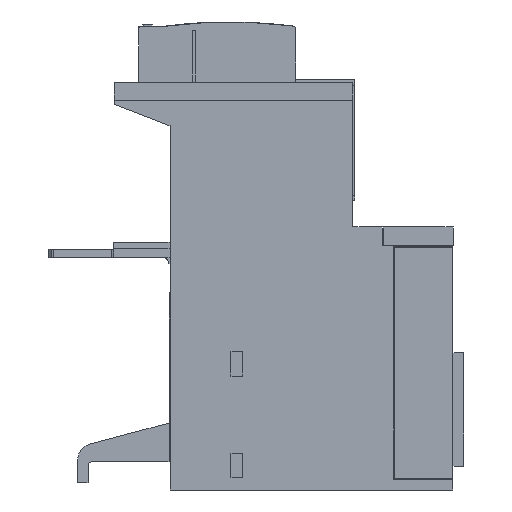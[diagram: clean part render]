
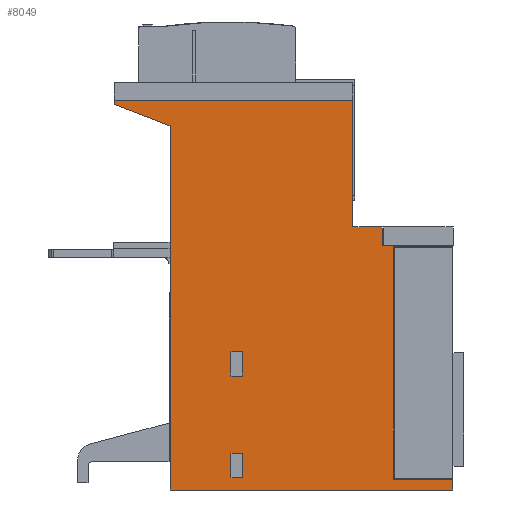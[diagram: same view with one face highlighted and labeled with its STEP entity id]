
A CAD part, left-side view. The second image highlights one B-rep face of the part: STEP entity #8049.
In plain terms, the highlighted planar face has unit normal (-1, 0, 0).
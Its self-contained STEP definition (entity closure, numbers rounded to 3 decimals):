
#8049=ADVANCED_FACE('',(#21450,#21451,#21452),#21453,.F.);
#11871=VERTEX_POINT('',#25459);
#11875=VERTEX_POINT('',#25463);
#11877=EDGE_CURVE('',#11871,#11875,#25465,.T.);
#15973=VERTEX_POINT('',#29561);
#15977=VERTEX_POINT('',#29565);
#15979=EDGE_CURVE('',#15973,#15977,#29567,.T.);
#16225=VERTEX_POINT('',#29813);
#16227=EDGE_CURVE('',#11875,#16225,#29815,.T.);
#16257=VERTEX_POINT('',#29845);
#16261=VERTEX_POINT('',#29849);
#16263=EDGE_CURVE('',#16257,#16261,#29851,.T.);
#16331=VERTEX_POINT('',#29919);
#16335=VERTEX_POINT('',#29923);
#16339=EDGE_CURVE('',#16331,#16335,#29927,.T.);
#16341=VERTEX_POINT('',#29929);
#16345=EDGE_CURVE('',#16341,#16331,#29933,.T.);
#16347=VERTEX_POINT('',#29935);
#16351=EDGE_CURVE('',#16347,#16341,#29939,.T.);
#16353=EDGE_CURVE('',#16335,#16347,#29941,.T.);
#16411=VERTEX_POINT('',#29999);
#16415=VERTEX_POINT('',#30003);
#16419=EDGE_CURVE('',#16411,#16415,#30007,.T.);
#16421=VERTEX_POINT('',#30009);
#16425=EDGE_CURVE('',#16421,#16411,#30013,.T.);
#16427=VERTEX_POINT('',#30015);
#16431=EDGE_CURVE('',#16427,#16421,#30019,.T.);
#16433=EDGE_CURVE('',#16415,#16427,#30021,.T.);
#16843=VERTEX_POINT('',#30431);
#16847=VERTEX_POINT('',#30435);
#16849=EDGE_CURVE('',#16843,#16847,#30437,.T.);
#17077=VERTEX_POINT('',#30665);
#17081=EDGE_CURVE('',#17077,#11871,#30669,.T.);
#17085=EDGE_CURVE('',#16847,#17077,#30673,.T.);
#17091=VERTEX_POINT('',#30679);
#17095=EDGE_CURVE('',#17091,#16843,#30683,.T.);
#17101=VERTEX_POINT('',#30689);
#17105=EDGE_CURVE('',#17101,#17091,#30693,.T.);
#17109=EDGE_CURVE('',#16261,#17101,#30697,.T.);
#17115=VERTEX_POINT('',#30703);
#17119=EDGE_CURVE('',#17115,#16257,#30707,.T.);
#17125=EDGE_CURVE('',#15977,#17115,#30713,.T.);
#17133=VERTEX_POINT('',#30721);
#17137=EDGE_CURVE('',#17133,#15973,#30725,.T.);
#17141=EDGE_CURVE('',#16225,#17133,#30729,.T.);
#21450=FACE_OUTER_BOUND('',#35028,.T.);
#21451=FACE_BOUND('',#35029,.T.);
#21452=FACE_BOUND('',#35030,.T.);
#21453=PLANE('',#35031);
#25459=CARTESIAN_POINT('',(0.0,83.2,92.7));
#25463=CARTESIAN_POINT('',(0.0,26.4,92.7));
#25465=LINE('',#40984,#40985);
#29561=CARTESIAN_POINT('',(0.0,19.4,58.1));
#29565=CARTESIAN_POINT('',(0.0,2.6,58.1));
#29567=LINE('',#47481,#47482);
#29813=CARTESIAN_POINT('',(0.0,26.4,62.55));
#29815=LINE('',#47885,#47886);
#29845=CARTESIAN_POINT('',(0.0,16.8,57.85));
#29849=CARTESIAN_POINT('',(0.0,16.8,2.6));
#29851=LINE('',#47943,#47944);
#29919=CARTESIAN_POINT('',(0.0,52.7,8.7));
#29923=CARTESIAN_POINT('',(0.0,52.7,2.9));
#29927=LINE('',#48063,#48064);
#29929=CARTESIAN_POINT('',(0.0,55.4,8.7));
#29933=LINE('',#48073,#48074);
#29935=CARTESIAN_POINT('',(0.0,55.4,2.9));
#29939=LINE('',#48083,#48084);
#29941=LINE('',#48087,#48088);
#29999=CARTESIAN_POINT('',(0.0,52.7,32.9));
#30003=CARTESIAN_POINT('',(0.0,52.7,27.1));
#30007=LINE('',#48191,#48192);
#30009=CARTESIAN_POINT('',(0.0,55.4,32.9));
#30013=LINE('',#48201,#48202);
#30015=CARTESIAN_POINT('',(0.0,55.4,27.1));
#30019=LINE('',#48211,#48212);
#30021=LINE('',#48215,#48216);
#30431=CARTESIAN_POINT('',(0.0,69.9,0.));
#30435=CARTESIAN_POINT('',(0.0,69.9,86.614));
#30437=LINE('',#48873,#48874);
#30665=CARTESIAN_POINT('',(0.0,83.2,91.719));
#30669=LINE('',#49251,#49252);
#30673=LINE('',#49259,#49260);
#30679=CARTESIAN_POINT('',(0.0,2.6,0.));
#30683=LINE('',#49275,#49276);
#30689=CARTESIAN_POINT('',(0.0,2.6,2.6));
#30693=LINE('',#49291,#49292);
#30697=LINE('',#49299,#49300);
#30703=CARTESIAN_POINT('',(0.0,2.6,57.85));
#30707=LINE('',#49315,#49316);
#30713=LINE('',#49327,#49328);
#30721=CARTESIAN_POINT('',(0.0,19.4,62.55));
#30725=LINE('',#49346,#49347);
#30729=LINE('',#49354,#49355);
#35028=EDGE_LOOP('',(#60522,#60523,#60524,#60525,#60526,#60527,#60528,#60529,#60530,#60531,#60532,#60533,#60534,#60535));
#35029=EDGE_LOOP('',(#60536,#60537,#60538,#60539));
#35030=EDGE_LOOP('',(#60540,#60541,#60542,#60543));
#35031=AXIS2_PLACEMENT_3D('',#60544,#60545,#60546);
#40984=CARTESIAN_POINT('',(0.0,83.2,92.7));
#40985=VECTOR('',#63767,1.0);
#47481=CARTESIAN_POINT('',(0.0,19.4,58.1));
#47482=VECTOR('',#65374,1.0);
#47885=CARTESIAN_POINT('',(0.0,26.4,92.7));
#47886=VECTOR('',#65502,1.0);
#47943=CARTESIAN_POINT('',(0.0,16.8,57.85));
#47944=VECTOR('',#65513,1.0);
#48063=CARTESIAN_POINT('',(0.0,52.7,25.748));
#48064=VECTOR('',#65535,1.0);
#48073=CARTESIAN_POINT('',(0.0,47.542,8.7));
#48074=VECTOR('',#65537,1.0);
#48083=CARTESIAN_POINT('',(0.0,55.4,25.748));
#48084=VECTOR('',#65539,1.0);
#48087=CARTESIAN_POINT('',(0.0,47.542,2.9));
#48088=VECTOR('',#65540,1.0);
#48191=CARTESIAN_POINT('',(0.0,52.7,37.848));
#48192=VECTOR('',#65559,1.0);
#48201=CARTESIAN_POINT('',(0.0,47.542,32.9));
#48202=VECTOR('',#65561,1.0);
#48211=CARTESIAN_POINT('',(0.0,55.4,37.848));
#48212=VECTOR('',#65563,1.0);
#48215=CARTESIAN_POINT('',(0.0,47.542,27.1));
#48216=VECTOR('',#65564,1.0);
#48873=CARTESIAN_POINT('',(0.0,69.9,0.));
#48874=VECTOR('',#65685,1.0);
#49251=CARTESIAN_POINT('',(0.0,83.2,91.719));
#49252=VECTOR('',#65768,1.0);
#49259=CARTESIAN_POINT('',(0.0,69.9,86.614));
#49260=VECTOR('',#65770,1.0);
#49275=CARTESIAN_POINT('',(0.0,2.6,0.));
#49276=VECTOR('',#65773,1.0);
#49291=CARTESIAN_POINT('',(0.0,2.6,2.6));
#49292=VECTOR('',#65776,1.0);
#49299=CARTESIAN_POINT('',(0.0,16.8,2.6));
#49300=VECTOR('',#65778,1.0);
#49315=CARTESIAN_POINT('',(0.0,2.6,57.85));
#49316=VECTOR('',#65781,1.0);
#49327=CARTESIAN_POINT('',(0.0,2.6,58.1));
#49328=VECTOR('',#65784,1.0);
#49346=CARTESIAN_POINT('',(0.0,19.4,62.55));
#49347=VECTOR('',#65790,1.0);
#49354=CARTESIAN_POINT('',(0.0,26.4,62.55));
#49355=VECTOR('',#65792,1.0);
#60522=ORIENTED_EDGE('',*,*,#16227,.F.);
#60523=ORIENTED_EDGE('',*,*,#11877,.F.);
#60524=ORIENTED_EDGE('',*,*,#17081,.F.);
#60525=ORIENTED_EDGE('',*,*,#17085,.F.);
#60526=ORIENTED_EDGE('',*,*,#16849,.F.);
#60527=ORIENTED_EDGE('',*,*,#17095,.F.);
#60528=ORIENTED_EDGE('',*,*,#17105,.F.);
#60529=ORIENTED_EDGE('',*,*,#17109,.F.);
#60530=ORIENTED_EDGE('',*,*,#16263,.F.);
#60531=ORIENTED_EDGE('',*,*,#17119,.F.);
#60532=ORIENTED_EDGE('',*,*,#17125,.F.);
#60533=ORIENTED_EDGE('',*,*,#15979,.F.);
#60534=ORIENTED_EDGE('',*,*,#17137,.F.);
#60535=ORIENTED_EDGE('',*,*,#17141,.F.);
#60536=ORIENTED_EDGE('',*,*,#16339,.T.);
#60537=ORIENTED_EDGE('',*,*,#16353,.T.);
#60538=ORIENTED_EDGE('',*,*,#16351,.T.);
#60539=ORIENTED_EDGE('',*,*,#16345,.T.);
#60540=ORIENTED_EDGE('',*,*,#16419,.T.);
#60541=ORIENTED_EDGE('',*,*,#16433,.T.);
#60542=ORIENTED_EDGE('',*,*,#16431,.T.);
#60543=ORIENTED_EDGE('',*,*,#16425,.T.);
#60544=CARTESIAN_POINT('',(0.0,41.034,45.696));
#60545=DIRECTION('',(1.0,0.0,0.0));
#60546=DIRECTION('',(0.0,0.0,-1.0));
#63767=DIRECTION('',(0.0,-1.0,0.));
#65374=DIRECTION('',(0.0,-1.0,0.0));
#65502=DIRECTION('',(0.0,0.0,-1.0));
#65513=DIRECTION('',(0.0,0.0,-1.0));
#65535=DIRECTION('',(0.0,0.0,-1.0));
#65537=DIRECTION('',(0.0,-1.0,0.0));
#65539=DIRECTION('',(0.0,0.0,1.0));
#65540=DIRECTION('',(0.0,1.0,0.0));
#65559=DIRECTION('',(0.0,0.0,-1.0));
#65561=DIRECTION('',(0.0,-1.0,0.0));
#65563=DIRECTION('',(0.0,0.0,1.0));
#65564=DIRECTION('',(0.0,1.0,0.0));
#65685=DIRECTION('',(0.0,0.0,1.0));
#65768=DIRECTION('',(0.0,0.0,1.0));
#65770=DIRECTION('',(0.0,0.934,0.358));
#65773=DIRECTION('',(0.0,1.0,0.0));
#65776=DIRECTION('',(0.0,0.0,-1.0));
#65778=DIRECTION('',(0.0,-1.0,0.0));
#65781=DIRECTION('',(0.0,1.0,0.0));
#65784=DIRECTION('',(0.0,0.0,-1.0));
#65790=DIRECTION('',(0.0,0.0,-1.0));
#65792=DIRECTION('',(0.0,-1.0,0.0));
